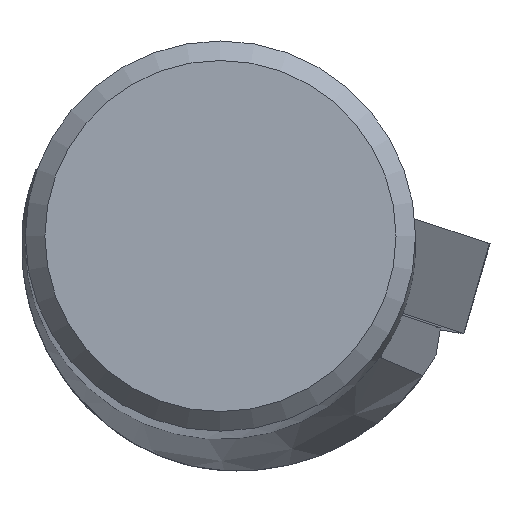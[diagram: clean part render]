
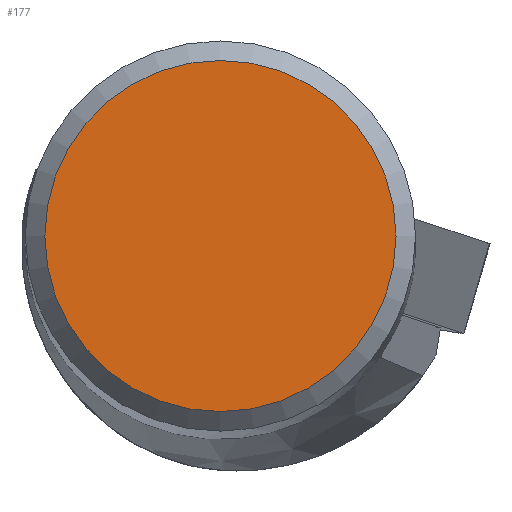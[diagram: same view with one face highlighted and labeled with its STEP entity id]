
A CAD part, top view. The second image highlights one B-rep face of the part: STEP entity #177.
In plain terms, the highlighted planar face has unit normal (0, 0, 1).
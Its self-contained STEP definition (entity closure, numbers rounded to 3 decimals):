
#141=FACE_OUTER_BOUND('',#343,.T.);
#177=ADVANCED_FACE('',(#141),#204,.T.);
#204=PLANE('',#866);
#343=EDGE_LOOP('',(#482));
#482=ORIENTED_EDGE('',*,*,#684,.F.);
#603=VERTEX_POINT('',#1439);
#684=EDGE_CURVE('',#603,#603,#724,.T.);
#724=CIRCLE('',#865,4.494);
#865=AXIS2_PLACEMENT_3D('',#1438,#1038,#1039);
#866=AXIS2_PLACEMENT_3D('',#1440,#1040,#1041);
#1038=DIRECTION('',(0.,0.,-1.));
#1039=DIRECTION('',(-1.,0.,0.));
#1040=DIRECTION('',(0.,0.,1.));
#1041=DIRECTION('',(-1.,0.,0.));
#1438=CARTESIAN_POINT('',(0.,0.,0.));
#1439=CARTESIAN_POINT('',(-4.494,0.,0.));
#1440=CARTESIAN_POINT('',(0.,0.,0.));
